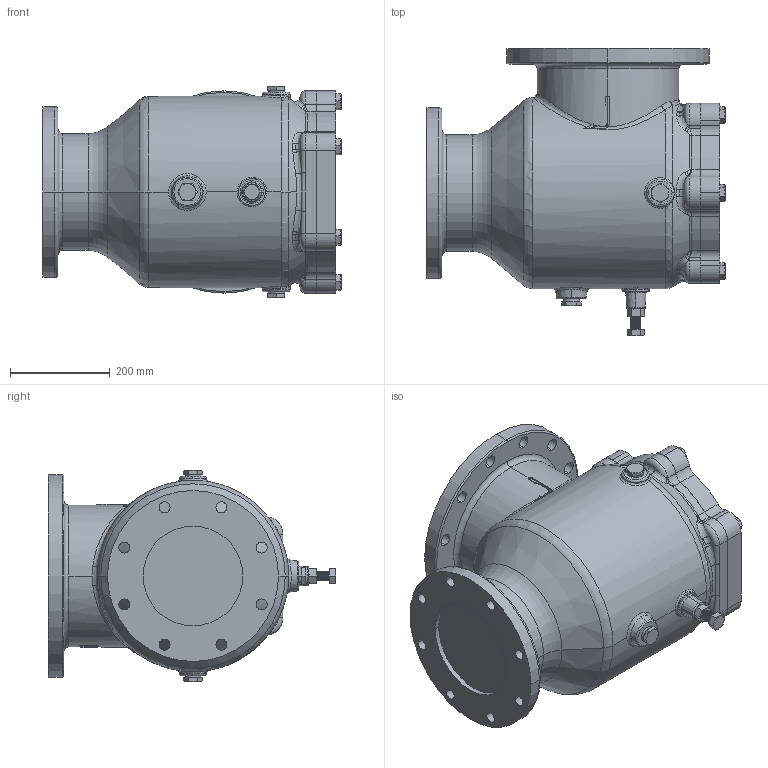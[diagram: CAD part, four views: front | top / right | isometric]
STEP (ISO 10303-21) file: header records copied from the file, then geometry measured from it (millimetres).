
FILE_DESCRIPTION (( 'STEP AP214' ), '1' );
FILE_NAME ('SD-10in_8in-125Lb.STEP', '2017-09-15T14:54:25', ( '' ), ( '' ), 'SwSTEP 2.0', 'SolidWorks 2013', '' );
FILE_SCHEMA (( 'AUTOMOTIVE_DESIGN' ));
Length unit declared in the file: inch
Products named in the file (4): SD-10in_8in-125Lb; X2SD-10in_8in-125Lb; X1SD-10in_8in-125Lb
Assembly tree (3 placements, depth 2):
  SD-10in_8in-125Lb
    SD-10in_8in-125Lb
    X1SD-10in_8in-125Lb
    X2SD-10in_8in-125Lb
Bounding box: 598 x 576.01 x 424 mm (x, y, z)
Volume: 65167180.5 mm3; surface area: 1553622.7 mm2
Topology: 3 solids, 5 shells, 703 faces, 1747 edges, 1079 vertices
Faces by surface type: cylinder 264, plane 152, cone 127, bspline 91, torus 63, sphere 6
Entity records: 49637 total; most frequent: CARTESIAN_POINT 34073, ORIENTED_EDGE 3478, DIRECTION 2985, EDGE_CURVE 1739, AXIS2_PLACEMENT_3D 1242, VERTEX_POINT 1079, EDGE_LOOP 776, FACE_OUTER_BOUND 703
